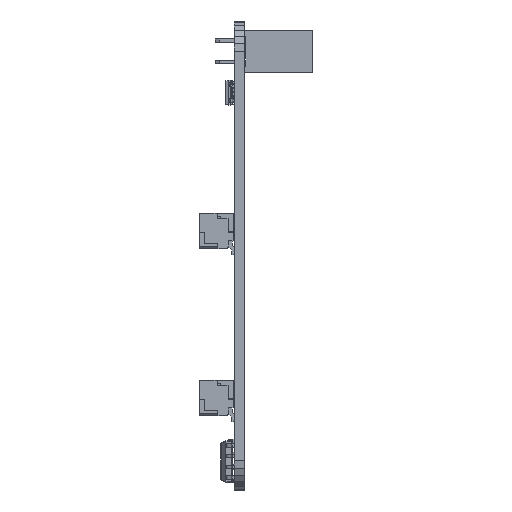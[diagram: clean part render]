
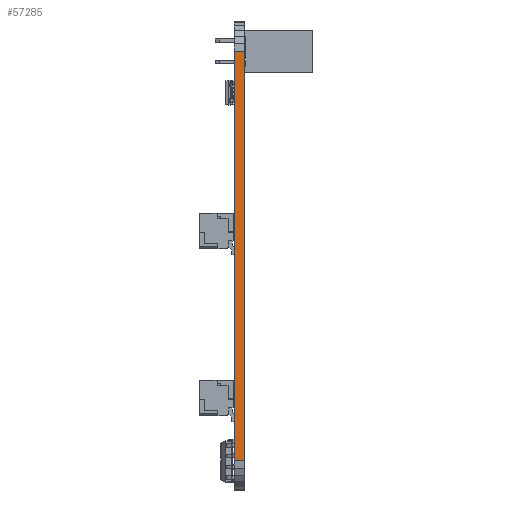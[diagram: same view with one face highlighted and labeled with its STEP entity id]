
A CAD part, left-side view. The second image highlights one B-rep face of the part: STEP entity #57285.
In plain terms, the highlighted planar face has unit normal (-1, 0, 0).
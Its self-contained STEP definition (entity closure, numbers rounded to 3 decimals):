
#2742 = DIRECTION ( 'NONE',  ( 0., 0., 1. ) ) ;
#3601 = VECTOR ( 'NONE', #91486, 1000. ) ;
#6150 = CARTESIAN_POINT ( 'NONE',  ( -32.5, 24.5, 0. ) ) ;
#11859 = CARTESIAN_POINT ( 'NONE',  ( -32.5, 24.5, 0. ) ) ;
#14540 = CARTESIAN_POINT ( 'NONE',  ( -32.5, 24.5, -1.2 ) ) ;
#16045 = EDGE_CURVE ( 'NONE', #86925, #89072, #48831, .T. ) ;
#16225 = LINE ( 'NONE', #108690, #89265 ) ;
#20486 = ORIENTED_EDGE ( 'NONE', *, *, #16045, .T. ) ;
#24327 = CARTESIAN_POINT ( 'NONE',  ( -32.5, -24.5, 0. ) ) ;
#25728 = CARTESIAN_POINT ( 'NONE',  ( -32.5, 24.5, -1.2 ) ) ;
#26587 = DIRECTION ( 'NONE',  ( 0., -1., 0. ) ) ;
#35488 = CARTESIAN_POINT ( 'NONE',  ( -32.5, 24.5, 0. ) ) ;
#37691 = ORIENTED_EDGE ( 'NONE', *, *, #45820, .T. ) ;
#45105 = CARTESIAN_POINT ( 'NONE',  ( -32.5, -24.5, 0. ) ) ;
#45405 = VECTOR ( 'NONE', #102231, 1000. ) ;
#45820 = EDGE_CURVE ( 'NONE', #89072, #51890, #110005, .T. ) ;
#46420 = ORIENTED_EDGE ( 'NONE', *, *, #79049, .T. ) ;
#48831 = LINE ( 'NONE', #45105, #99324 ) ;
#49868 = EDGE_CURVE ( 'NONE', #58110, #51890, #16225, .T. ) ;
#51890 = VERTEX_POINT ( 'NONE', #11859 ) ;
#57285 = ADVANCED_FACE ( 'NONE', ( #84054 ), #77473, .T. ) ;
#58110 = VERTEX_POINT ( 'NONE', #14540 ) ;
#73389 = ORIENTED_EDGE ( 'NONE', *, *, #49868, .F. ) ;
#77473 = PLANE ( 'NONE',  #92330 ) ;
#78178 = DIRECTION ( 'NONE',  ( -1., 0., 0. ) ) ;
#79049 = EDGE_CURVE ( 'NONE', #58110, #86925, #87840, .T. ) ;
#84054 = FACE_OUTER_BOUND ( 'NONE', #99587, .T. ) ;
#86925 = VERTEX_POINT ( 'NONE', #102810 ) ;
#87840 = LINE ( 'NONE', #25728, #45405 ) ;
#89072 = VERTEX_POINT ( 'NONE', #24327 ) ;
#89265 = VECTOR ( 'NONE', #98617, 1000. ) ;
#91486 = DIRECTION ( 'NONE',  ( 0., 1., 0. ) ) ;
#92330 = AXIS2_PLACEMENT_3D ( 'NONE', #35488, #78178, #26587 ) ;
#98617 = DIRECTION ( 'NONE',  ( 0., 0., 1. ) ) ;
#99324 = VECTOR ( 'NONE', #2742, 1000. ) ;
#99587 = EDGE_LOOP ( 'NONE', ( #20486, #37691, #73389, #46420 ) ) ;
#102231 = DIRECTION ( 'NONE',  ( 0., -1., 0. ) ) ;
#102810 = CARTESIAN_POINT ( 'NONE',  ( -32.5, -24.5, -1.2 ) ) ;
#108690 = CARTESIAN_POINT ( 'NONE',  ( -32.5, 24.5, 0. ) ) ;
#110005 = LINE ( 'NONE', #6150, #3601 ) ;
